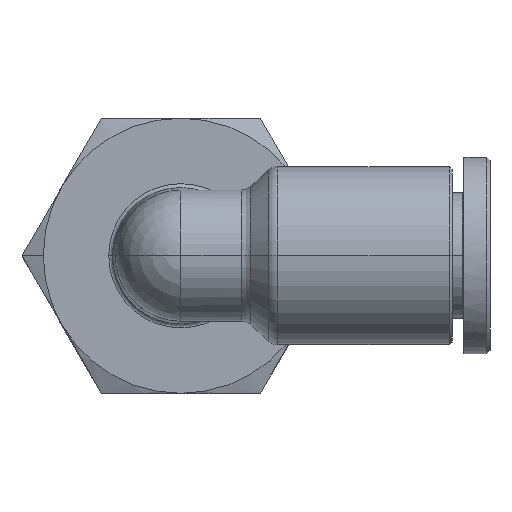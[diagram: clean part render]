
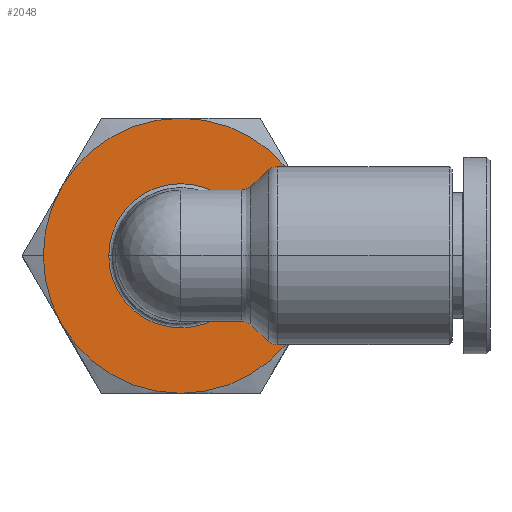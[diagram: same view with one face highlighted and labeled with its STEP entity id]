
A CAD part, top view. The second image highlights one B-rep face of the part: STEP entity #2048.
In plain terms, the highlighted planar face has unit normal (0, 0, 1).
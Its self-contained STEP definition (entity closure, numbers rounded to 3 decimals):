
#1414=CARTESIAN_POINT('',(-17.972,0.,-7.3));
#1415=VERTEX_POINT('',#1414);
#1424=CARTESIAN_POINT('',(-16.566,5.25,-7.3));
#1425=VERTEX_POINT('',#1424);
#1426=CARTESIAN_POINT('',(-7.472,0.,-7.3));
#1427=DIRECTION('',(0.0,0.0,1.0));
#1428=DIRECTION('',(1.0,0.0,0.0));
#1429=AXIS2_PLACEMENT_3D('',#1426,#1427,#1428);
#1430=CIRCLE('',#1429,10.5);
#1431=EDGE_CURVE('',#1425,#1415,#1430,.T.);
#1456=CARTESIAN_POINT('',(3.028,0.,-7.3));
#1457=VERTEX_POINT('',#1456);
#1464=CARTESIAN_POINT('',(1.621,5.25,-7.3));
#1465=VERTEX_POINT('',#1464);
#1479=CARTESIAN_POINT('',(-7.472,0.,-7.3));
#1480=DIRECTION('',(0.0,0.0,1.0));
#1481=DIRECTION('',(1.0,0.0,0.0));
#1482=AXIS2_PLACEMENT_3D('',#1479,#1480,#1481);
#1483=CIRCLE('',#1482,10.5);
#1484=EDGE_CURVE('',#1457,#1465,#1483,.T.);
#1866=CARTESIAN_POINT('',(-1.968,0.,-7.3));
#1867=VERTEX_POINT('',#1866);
#1876=CARTESIAN_POINT('',(-12.976,0.,-7.3));
#1877=VERTEX_POINT('',#1876);
#1885=CARTESIAN_POINT('',(-7.472,0.,-7.3));
#1886=DIRECTION('',(0.0,0.0,1.0));
#1887=DIRECTION('',(-1.0,0.0,0.0));
#1888=AXIS2_PLACEMENT_3D('',#1885,#1886,#1887);
#1889=CIRCLE('',#1888,5.504);
#1890=EDGE_CURVE('',#1877,#1867,#1889,.T.);
#1949=CARTESIAN_POINT('',(-7.472,0.,-7.3));
#1950=DIRECTION('',(0.0,0.0,1.0));
#1951=DIRECTION('',(-1.0,0.0,0.0));
#1952=AXIS2_PLACEMENT_3D('',#1949,#1950,#1951);
#1953=CIRCLE('',#1952,5.504);
#1954=EDGE_CURVE('',#1867,#1877,#1953,.T.);
#1985=CARTESIAN_POINT('',(-7.472,0.,-7.3));
#1986=DIRECTION('',(0.0,0.0,-1.0));
#1987=DIRECTION('',(-1.0,0.0,0.0));
#1988=AXIS2_PLACEMENT_3D('',#1985,#1986,#1987);
#1989=PLANE('',#1988);
#1990=ORIENTED_EDGE('',*,*,#1431,.T.);
#1991=CARTESIAN_POINT('',(-16.566,-5.25,-7.3));
#1992=VERTEX_POINT('',#1991);
#1993=CARTESIAN_POINT('',(-7.472,0.,-7.3));
#1994=DIRECTION('',(0.0,0.0,1.0));
#1995=DIRECTION('',(1.0,0.0,0.0));
#1996=AXIS2_PLACEMENT_3D('',#1993,#1994,#1995);
#1997=CIRCLE('',#1996,10.5);
#1998=EDGE_CURVE('',#1415,#1992,#1997,.T.);
#1999=ORIENTED_EDGE('',*,*,#1998,.T.);
#2000=CARTESIAN_POINT('',(-7.472,-10.5,-7.3));
#2001=VERTEX_POINT('',#2000);
#2002=CARTESIAN_POINT('',(-7.472,0.,-7.3));
#2003=DIRECTION('',(0.0,0.0,1.0));
#2004=DIRECTION('',(1.0,0.0,0.0));
#2005=AXIS2_PLACEMENT_3D('',#2002,#2003,#2004);
#2006=CIRCLE('',#2005,10.5);
#2007=EDGE_CURVE('',#1992,#2001,#2006,.T.);
#2008=ORIENTED_EDGE('',*,*,#2007,.T.);
#2009=CARTESIAN_POINT('',(1.621,-5.25,-7.3));
#2010=VERTEX_POINT('',#2009);
#2011=CARTESIAN_POINT('',(-7.472,0.,-7.3));
#2012=DIRECTION('',(0.0,0.0,1.0));
#2013=DIRECTION('',(1.0,0.0,0.0));
#2014=AXIS2_PLACEMENT_3D('',#2011,#2012,#2013);
#2015=CIRCLE('',#2014,10.5);
#2016=EDGE_CURVE('',#2001,#2010,#2015,.T.);
#2017=ORIENTED_EDGE('',*,*,#2016,.T.);
#2018=CARTESIAN_POINT('',(-7.472,0.,-7.3));
#2019=DIRECTION('',(0.0,0.0,1.0));
#2020=DIRECTION('',(1.0,0.0,0.0));
#2021=AXIS2_PLACEMENT_3D('',#2018,#2019,#2020);
#2022=CIRCLE('',#2021,10.5);
#2023=EDGE_CURVE('',#2010,#1457,#2022,.T.);
#2024=ORIENTED_EDGE('',*,*,#2023,.T.);
#2025=ORIENTED_EDGE('',*,*,#1484,.T.);
#2026=CARTESIAN_POINT('',(-7.472,10.5,-7.3));
#2027=VERTEX_POINT('',#2026);
#2028=CARTESIAN_POINT('',(-7.472,0.,-7.3));
#2029=DIRECTION('',(0.0,0.0,1.0));
#2030=DIRECTION('',(1.0,0.0,0.0));
#2031=AXIS2_PLACEMENT_3D('',#2028,#2029,#2030);
#2032=CIRCLE('',#2031,10.5);
#2033=EDGE_CURVE('',#1465,#2027,#2032,.T.);
#2034=ORIENTED_EDGE('',*,*,#2033,.T.);
#2035=CARTESIAN_POINT('',(-7.472,0.,-7.3));
#2036=DIRECTION('',(0.0,0.0,1.0));
#2037=DIRECTION('',(1.0,0.0,0.0));
#2038=AXIS2_PLACEMENT_3D('',#2035,#2036,#2037);
#2039=CIRCLE('',#2038,10.5);
#2040=EDGE_CURVE('',#2027,#1425,#2039,.T.);
#2041=ORIENTED_EDGE('',*,*,#2040,.T.);
#2042=EDGE_LOOP('',(#1990,#1999,#2008,#2017,#2024,#2025,#2034,#2041));
#2043=FACE_OUTER_BOUND('',#2042,.T.);
#2044=ORIENTED_EDGE('',*,*,#1954,.F.);
#2045=ORIENTED_EDGE('',*,*,#1890,.F.);
#2046=EDGE_LOOP('',(#2044,#2045));
#2047=FACE_BOUND('',#2046,.T.);
#2048=ADVANCED_FACE('',(#2043,#2047),#1989,.F.);
